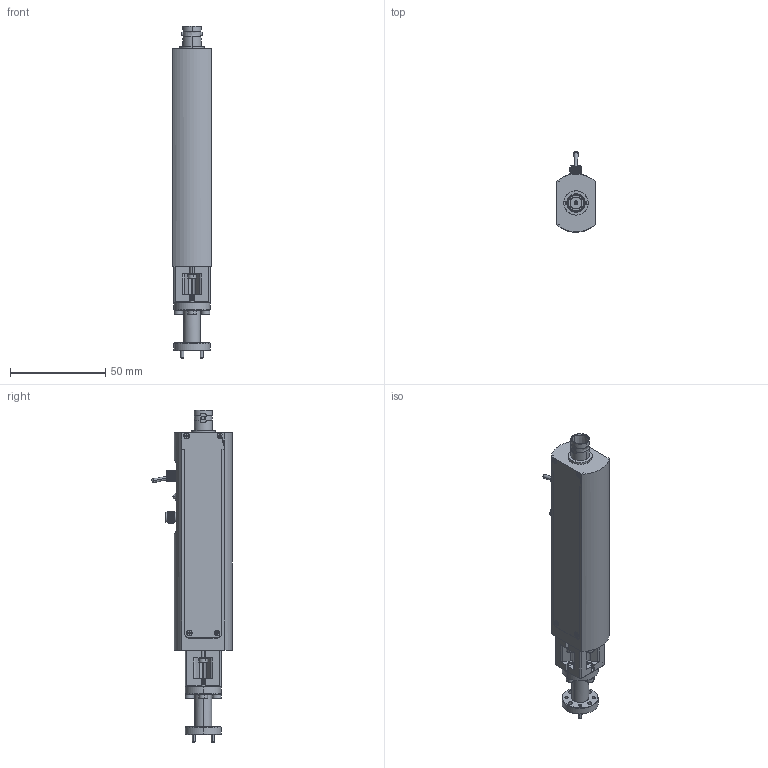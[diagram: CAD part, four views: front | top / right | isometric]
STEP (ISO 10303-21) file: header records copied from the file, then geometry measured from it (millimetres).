
FILE_DESCRIPTION (( 'STEP AP214' ), '1' );
FILE_NAME ('TZ-WE-A, Defeatured.STEP', '2024-05-14T20:58:32', ( '' ), ( '' ), 'SwSTEP 2.0', 'SolidWorks 2021', '' );
FILE_SCHEMA (( 'AUTOMOTIVE_DESIGN' ));
Length unit declared in the file: inch
Products named in the file (1): TZ-WE-A, Defeatured
Bounding box: 20.32 x 42.23 x 174.62 mm (x, y, z)
Surface area: 19904.5 mm2 (no closed solid volume)
Topology: 0 solids, 13 shells, 1852 faces, 5092 edges, 3307 vertices
Faces by surface type: plane 790, cylinder 436, bspline 396, cone 212, torus 16, sphere 2
Entity records: 89468 total; most frequent: CARTESIAN_POINT 53901, ORIENTED_EDGE 10092, EDGE_CURVE 5079, B_SPLINE_CURVE_WITH_KNOTS 5014, VERTEX_POINT 3307, DIRECTION 2914, EDGE_LOOP 2002, FACE_OUTER_BOUND 1852
